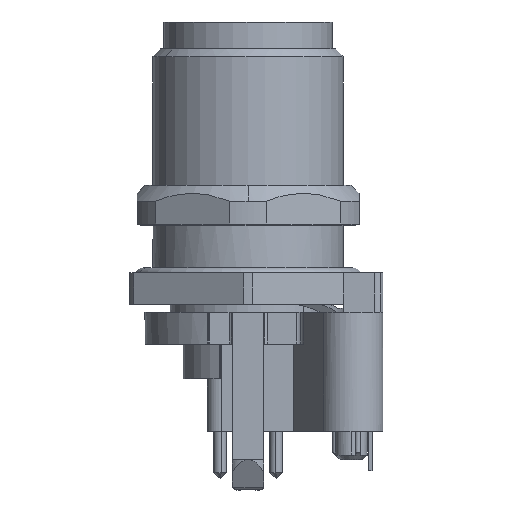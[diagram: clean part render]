
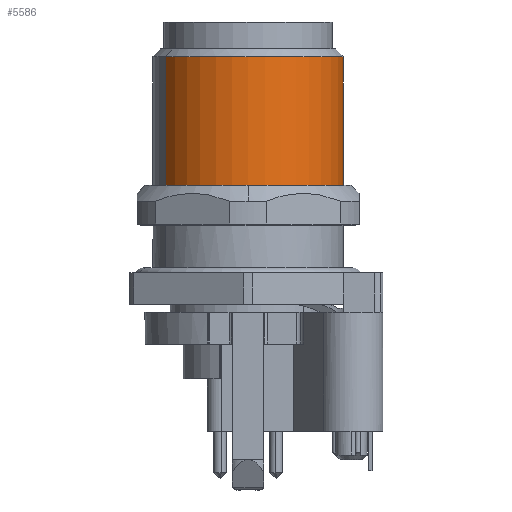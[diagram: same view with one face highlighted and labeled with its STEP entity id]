
A CAD part, left-side view. The second image highlights one B-rep face of the part: STEP entity #5586.
In plain terms, the highlighted cylindrical face has radius 6 mm (diameter 12 mm), a partial arc.
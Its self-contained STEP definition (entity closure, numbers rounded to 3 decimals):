
#5355=AXIS2_PLACEMENT_3D('Circle Axis2P3D',#5353,#5354,$) ;
#5559=AXIS2_PLACEMENT_3D('Cylinder Axis2P3D',#5556,#5557,#5558) ;
#5570=AXIS2_PLACEMENT_3D('Circle Axis2P3D',#5568,#5569,$) ;
#5343=CARTESIAN_POINT('Vertex',(12.5,3.304,27.3)) ;
#5350=CARTESIAN_POINT('Vertex',(6.5,13.696,27.3)) ;
#5353=CARTESIAN_POINT('Axis2P3D Location',(9.5,8.5,27.3)) ;
#5556=CARTESIAN_POINT('Axis2P3D Location',(9.5,8.5,20.75)) ;
#5561=CARTESIAN_POINT('Line Origine',(6.5,13.696,20.75)) ;
#5565=CARTESIAN_POINT('Vertex',(6.5,13.696,19.2)) ;
#5568=CARTESIAN_POINT('Axis2P3D Location',(9.5,8.5,19.2)) ;
#5572=CARTESIAN_POINT('Vertex',(12.5,3.304,19.2)) ;
#5575=CARTESIAN_POINT('Line Origine',(12.5,3.304,20.75)) ;
#5354=DIRECTION('Axis2P3D Direction',(0.,0.,-1.)) ;
#5557=DIRECTION('Axis2P3D Direction',(0.,0.,1.)) ;
#5558=DIRECTION('Axis2P3D XDirection',(-0.5,0.866,0.)) ;
#5562=DIRECTION('Vector Direction',(0.,0.,1.)) ;
#5569=DIRECTION('Axis2P3D Direction',(0.,0.,1.)) ;
#5576=DIRECTION('Vector Direction',(0.,0.,1.)) ;
#5563=VECTOR('Line Direction',#5562,1.) ;
#5577=VECTOR('Line Direction',#5576,1.) ;
#5581=ORIENTED_EDGE('',*,*,#5567,.T.) ;
#5582=ORIENTED_EDGE('',*,*,#5574,.F.) ;
#5583=ORIENTED_EDGE('',*,*,#5579,.T.) ;
#5584=ORIENTED_EDGE('',*,*,#5357,.F.) ;
#5586=ADVANCED_FACE('Hauptkoerper',(#5585),#5560,.T.) ;
#5356=CIRCLE('generated circle',#5355,6.) ;
#5571=CIRCLE('generated circle',#5570,6.) ;
#5560=CYLINDRICAL_SURFACE('generated cylinder',#5559,6.) ;
#5357=EDGE_CURVE('',#5351,#5344,#5356,.F.) ;
#5567=EDGE_CURVE('',#5351,#5566,#5564,.F.) ;
#5574=EDGE_CURVE('',#5573,#5566,#5571,.F.) ;
#5579=EDGE_CURVE('',#5573,#5344,#5578,.T.) ;
#5580=EDGE_LOOP('',(#5581,#5582,#5583,#5584)) ;
#5585=FACE_OUTER_BOUND('',#5580,.T.) ;
#5564=LINE('Line',#5561,#5563) ;
#5578=LINE('Line',#5575,#5577) ;
#5344=VERTEX_POINT('',#5343) ;
#5351=VERTEX_POINT('',#5350) ;
#5566=VERTEX_POINT('',#5565) ;
#5573=VERTEX_POINT('',#5572) ;
